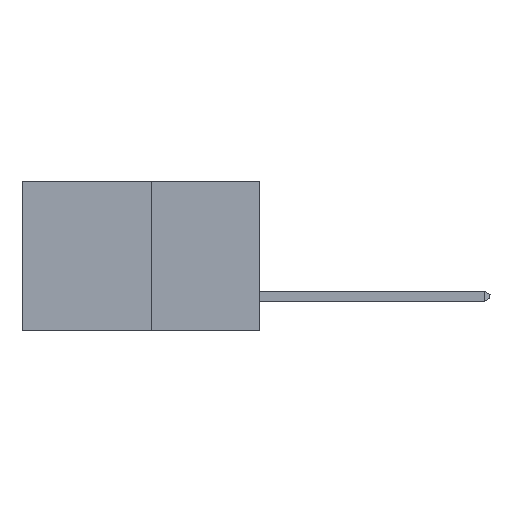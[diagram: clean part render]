
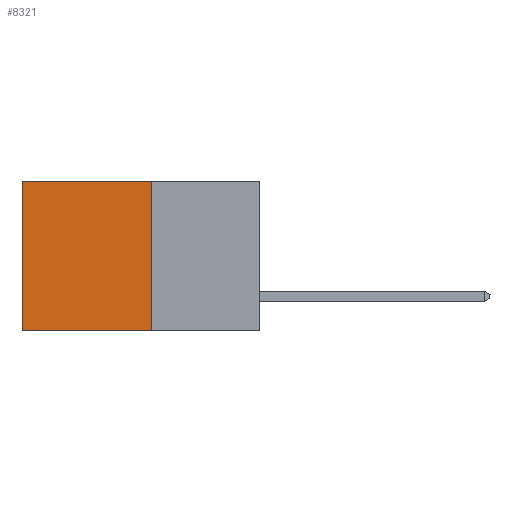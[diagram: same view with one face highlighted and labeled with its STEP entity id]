
A CAD part, left-side view. The second image highlights one B-rep face of the part: STEP entity #8321.
In plain terms, the highlighted planar face has unit normal (-1, 0, 0).
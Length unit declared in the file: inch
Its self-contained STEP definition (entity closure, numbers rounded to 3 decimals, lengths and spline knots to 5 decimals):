
#87 = LINE ( 'NONE', #8725, #7795 ) ;
#190 = EDGE_CURVE ( 'NONE', #766, #1949, #6950, .T. ) ;
#276 = DIRECTION ( 'NONE',  ( 0., 0., -1. ) ) ;
#421 = ORIENTED_EDGE ( 'NONE', *, *, #2145, .F. ) ;
#766 = VERTEX_POINT ( 'NONE', #8717 ) ;
#1297 = CARTESIAN_POINT ( 'NONE',  ( 0.277, 0.27, -0.37 ) ) ;
#1949 = VERTEX_POINT ( 'NONE', #4340 ) ;
#1951 = DIRECTION ( 'NONE',  ( 0., 1., 0. ) ) ;
#2001 = CARTESIAN_POINT ( 'NONE',  ( 0.277, 0.59, -0.37 ) ) ;
#2145 = EDGE_CURVE ( 'NONE', #1949, #5757, #87, .T. ) ;
#2231 = DIRECTION ( 'NONE',  ( 0., 1., 0. ) ) ;
#2335 = EDGE_CURVE ( 'NONE', #4153, #5757, #4567, .T. ) ;
#2363 = CARTESIAN_POINT ( 'NONE',  ( 0.277, 0.27, 0. ) ) ;
#3301 = FACE_OUTER_BOUND ( 'NONE', #4505, .T. ) ;
#4153 = VERTEX_POINT ( 'NONE', #7198 ) ;
#4166 = DIRECTION ( 'NONE',  ( 0., 0., -1. ) ) ;
#4340 = CARTESIAN_POINT ( 'NONE',  ( 0.277, 0.27, -0.37 ) ) ;
#4505 = EDGE_LOOP ( 'NONE', ( #7647, #421, #8543, #5954 ) ) ;
#4567 = LINE ( 'NONE', #6086, #8147 ) ;
#4613 = VECTOR ( 'NONE', #4166, 39.37008 ) ;
#5757 = VERTEX_POINT ( 'NONE', #2001 ) ;
#5954 = ORIENTED_EDGE ( 'NONE', *, *, #7138, .T. ) ;
#6086 = CARTESIAN_POINT ( 'NONE',  ( 0.277, 0.59, -0.37 ) ) ;
#6229 = LINE ( 'NONE', #2363, #6458 ) ;
#6458 = VECTOR ( 'NONE', #1951, 39.37008 ) ;
#6950 = LINE ( 'NONE', #1297, #4613 ) ;
#6972 = AXIS2_PLACEMENT_3D ( 'NONE', #7009, #6998, #6988 ) ;
#6988 = DIRECTION ( 'NONE',  ( 0., 0., -1. ) ) ;
#6998 = DIRECTION ( 'NONE',  ( 1., 0., 0. ) ) ;
#7009 = CARTESIAN_POINT ( 'NONE',  ( 0.277, 0.27, -0.37 ) ) ;
#7096 = PLANE ( 'NONE',  #6972 ) ;
#7138 = EDGE_CURVE ( 'NONE', #766, #4153, #6229, .T. ) ;
#7198 = CARTESIAN_POINT ( 'NONE',  ( 0.277, 0.59, 0. ) ) ;
#7647 = ORIENTED_EDGE ( 'NONE', *, *, #2335, .T. ) ;
#7795 = VECTOR ( 'NONE', #2231, 39.37008 ) ;
#8147 = VECTOR ( 'NONE', #276, 39.37008 ) ;
#8321 = ADVANCED_FACE ( 'NONE', ( #3301 ), #7096, .F. ) ;
#8543 = ORIENTED_EDGE ( 'NONE', *, *, #190, .F. ) ;
#8717 = CARTESIAN_POINT ( 'NONE',  ( 0.277, 0.27, 0. ) ) ;
#8725 = CARTESIAN_POINT ( 'NONE',  ( 0.277, 0.27, -0.37 ) ) ;
